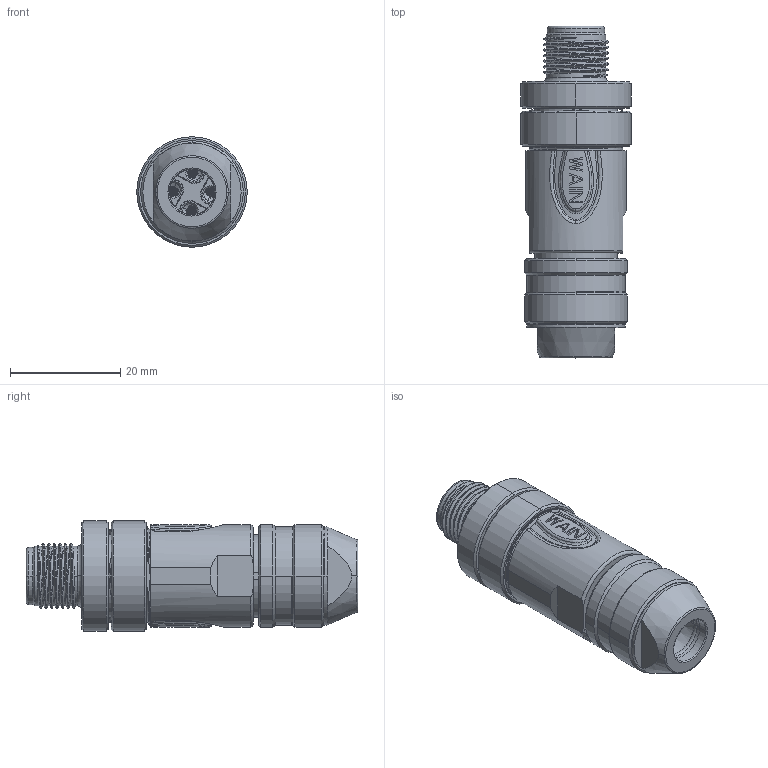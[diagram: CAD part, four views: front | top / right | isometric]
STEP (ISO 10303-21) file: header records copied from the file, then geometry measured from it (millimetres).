
FILE_DESCRIPTION((''),'2;1');
FILE_NAME('1','2017-08-14T',('zq.xu'),(''),'PRO/ENGINEER BY PARAMETRIC TECHNOLOGY CORPORATION, 2012480','PRO/ENGINEER BY PARAMETRIC TECHNOLOGY CORPORATION, 2012480','');
FILE_SCHEMA(('AUTOMOTIVE_DESIGN { 1 0 10303 214 1 1 1 1 }'));
Products named in the file (1): 1
Bounding box: 20 x 60.1 x 20 mm (x, y, z)
Volume: 9275.5 mm3; surface area: 14479.2 mm2
Topology: 1 solids, 1 shells, 1263 faces, 3844 edges, 2566 vertices
Faces by surface type: cylinder 396, plane 387, bspline 193, cone 125, torus 88, extrusion 66, sphere 8
Entity records: 72162 total; most frequent: CARTESIAN_POINT 40509, ORIENTED_EDGE 7652, DIRECTION 5160, EDGE_CURVE 3826, VERTEX_POINT 2565, AXIS2_PLACEMENT_3D 1944, B_SPLINE_CURVE_WITH_KNOTS 1745, EDGE_LOOP 1375
